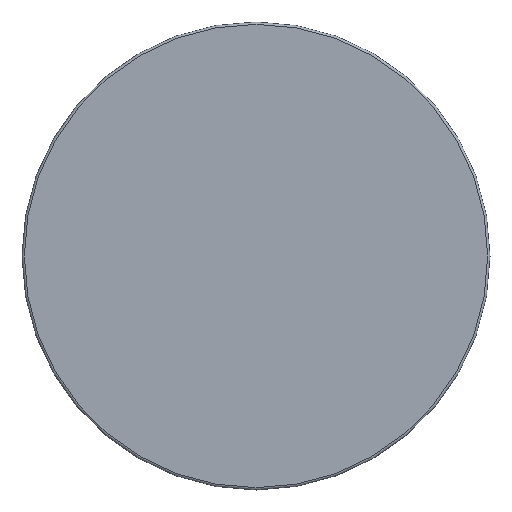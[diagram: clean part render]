
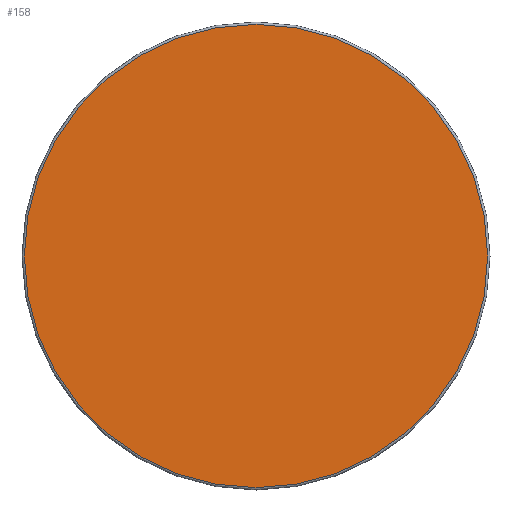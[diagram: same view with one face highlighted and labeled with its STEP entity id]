
A CAD part, front view. The second image highlights one B-rep face of the part: STEP entity #158.
In plain terms, the highlighted planar face has unit normal (0, -1, 0).
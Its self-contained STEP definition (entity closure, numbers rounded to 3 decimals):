
#34=FACE_OUTER_BOUND('',#44,.T.);
#44=EDGE_LOOP('',(#140,#141));
#63=CIRCLE('',#199,9.9);
#64=CIRCLE('',#200,9.9);
#80=VERTEX_POINT('',#307);
#81=VERTEX_POINT('',#308);
#101=EDGE_CURVE('',#80,#81,#63,.T.);
#102=EDGE_CURVE('',#81,#80,#64,.T.);
#140=ORIENTED_EDGE('',*,*,#101,.T.);
#141=ORIENTED_EDGE('',*,*,#102,.T.);
#150=PLANE('',#198);
#158=ADVANCED_FACE('',(#34),#150,.T.);
#198=AXIS2_PLACEMENT_3D('',#306,#255,#256);
#199=AXIS2_PLACEMENT_3D('',#309,#257,#258);
#200=AXIS2_PLACEMENT_3D('',#310,#259,#260);
#255=DIRECTION('center_axis',(0.,-1.,0.));
#256=DIRECTION('ref_axis',(0.,0.,-1.));
#257=DIRECTION('center_axis',(0.,-1.,0.));
#258=DIRECTION('ref_axis',(0.,0.,-1.));
#259=DIRECTION('center_axis',(0.,-1.,0.));
#260=DIRECTION('ref_axis',(0.,0.,-1.));
#306=CARTESIAN_POINT('Origin',(0.,0.,0.));
#307=CARTESIAN_POINT('',(0.,0.,-9.9));
#308=CARTESIAN_POINT('',(0.,0.,9.9));
#309=CARTESIAN_POINT('Origin',(0.,0.,0.));
#310=CARTESIAN_POINT('Origin',(0.,0.,0.));
